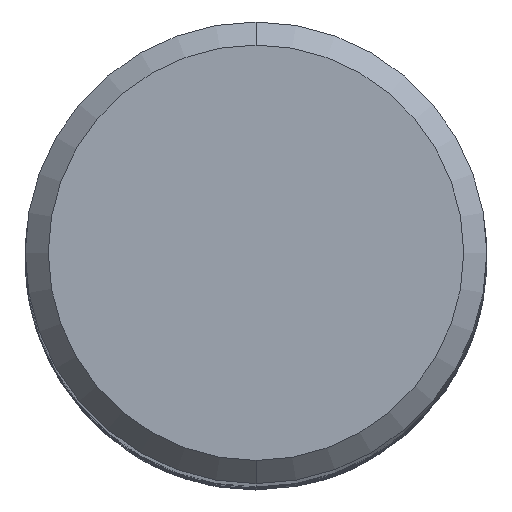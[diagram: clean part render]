
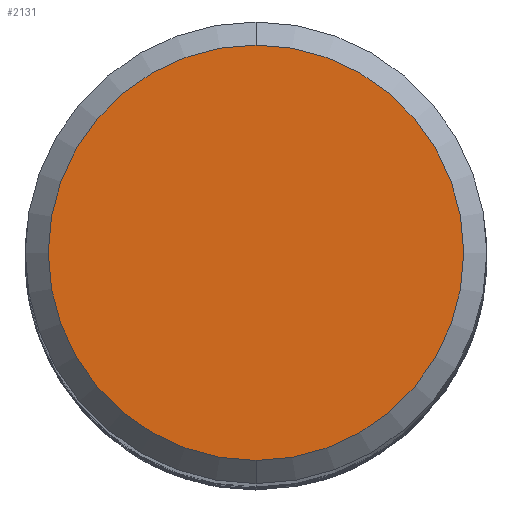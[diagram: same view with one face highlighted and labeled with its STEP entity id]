
A CAD part, top view. The second image highlights one B-rep face of the part: STEP entity #2131.
In plain terms, the highlighted planar face has unit normal (0, 0, 1).
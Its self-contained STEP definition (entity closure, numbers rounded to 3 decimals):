
#1551=VERTEX_POINT('',#4046);
#2131=ADVANCED_FACE('',(#4665),#4666,.T.);
#2763=VERTEX_POINT('',#5360);
#2831=EDGE_CURVE('',#1551,#2763,#5436,.T.);
#2989=EDGE_CURVE('',#2763,#1551,#5607,.T.);
#4046=CARTESIAN_POINT('',(0.,-5.4,0.0));
#4665=FACE_OUTER_BOUND('',#17780,.T.);
#4666=PLANE('',#17781);
#5360=CARTESIAN_POINT('',(0.0,5.4,0.0));
#5436=CIRCLE('',#30122,5.4);
#5607=CIRCLE('',#31417,5.4);
#17780=EDGE_LOOP('',(#41310,#41311));
#17781=AXIS2_PLACEMENT_3D('',#41312,#41313,#41314);
#30122=AXIS2_PLACEMENT_3D('',#42258,#42259,#42260);
#31417=AXIS2_PLACEMENT_3D('',#42420,#42421,#42422);
#41310=ORIENTED_EDGE('',*,*,#2989,.F.);
#41311=ORIENTED_EDGE('',*,*,#2831,.F.);
#41312=CARTESIAN_POINT('',(0.0,2.7,0.0));
#41313=DIRECTION('',(-0.0,0.0,1.0));
#41314=DIRECTION('',(0.0,-1.0,0.0));
#42258=CARTESIAN_POINT('',(0.0,0.0,0.0));
#42259=DIRECTION('',(0.0,0.0,-1.0));
#42260=DIRECTION('',(0.0,1.0,0.0));
#42420=CARTESIAN_POINT('',(0.0,0.0,0.0));
#42421=DIRECTION('',(0.0,0.0,-1.0));
#42422=DIRECTION('',(0.0,1.0,0.0));
